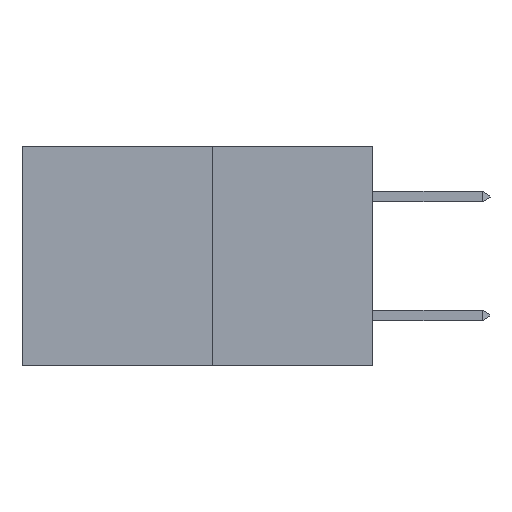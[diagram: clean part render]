
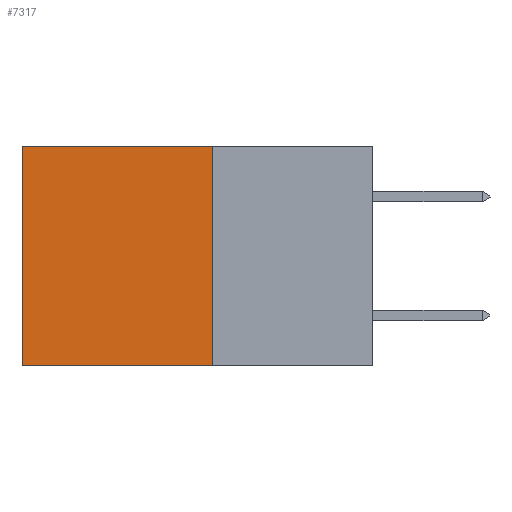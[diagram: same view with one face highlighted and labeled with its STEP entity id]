
A CAD part, left-side view. The second image highlights one B-rep face of the part: STEP entity #7317.
In plain terms, the highlighted planar face has unit normal (-1, 0, 0).
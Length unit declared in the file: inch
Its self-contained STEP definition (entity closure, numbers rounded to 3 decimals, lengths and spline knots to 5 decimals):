
#50 = VERTEX_POINT ( 'NONE', #9855 ) ;
#175 = DIRECTION ( 'NONE',  ( 0., 1., 0. ) ) ;
#648 = LINE ( 'NONE', #8512, #5497 ) ;
#909 = LINE ( 'NONE', #10447, #10710 ) ;
#1632 = EDGE_CURVE ( 'NONE', #8026, #12136, #648, .T. ) ;
#1635 = VECTOR ( 'NONE', #4007, 39.37008 ) ;
#2464 = CARTESIAN_POINT ( 'NONE',  ( 0.277, 0.27, -0.37 ) ) ;
#2720 = AXIS2_PLACEMENT_3D ( 'NONE', #7995, #6079, #3178 ) ;
#2735 = VECTOR ( 'NONE', #175, 39.37008 ) ;
#3014 = ORIENTED_EDGE ( 'NONE', *, *, #1632, .F. ) ;
#3178 = DIRECTION ( 'NONE',  ( 0., 0., -1. ) ) ;
#3674 = EDGE_CURVE ( 'NONE', #12136, #7807, #10305, .T. ) ;
#4007 = DIRECTION ( 'NONE',  ( 0., 0., -1. ) ) ;
#4032 = CARTESIAN_POINT ( 'NONE',  ( 0.277, 0.27, -0.37 ) ) ;
#5286 = ORIENTED_EDGE ( 'NONE', *, *, #3674, .F. ) ;
#5497 = VECTOR ( 'NONE', #9391, 39.37008 ) ;
#5875 = EDGE_LOOP ( 'NONE', ( #11272, #5286, #3014, #9469 ) ) ;
#6079 = DIRECTION ( 'NONE',  ( 1., 0., 0. ) ) ;
#6465 = EDGE_CURVE ( 'NONE', #50, #7807, #6784, .T. ) ;
#6784 = LINE ( 'NONE', #9711, #1635 ) ;
#7114 = CARTESIAN_POINT ( 'NONE',  ( 0.277, 0.27, 0. ) ) ;
#7317 = ADVANCED_FACE ( 'NONE', ( #7654 ), #8916, .F. ) ;
#7654 = FACE_OUTER_BOUND ( 'NONE', #5875, .T. ) ;
#7807 = VERTEX_POINT ( 'NONE', #12282 ) ;
#7995 = CARTESIAN_POINT ( 'NONE',  ( 0.277, 0.27, -0.37 ) ) ;
#8026 = VERTEX_POINT ( 'NONE', #7114 ) ;
#8512 = CARTESIAN_POINT ( 'NONE',  ( 0.277, 0.27, -0.37 ) ) ;
#8916 = PLANE ( 'NONE',  #2720 ) ;
#8975 = EDGE_CURVE ( 'NONE', #8026, #50, #909, .T. ) ;
#9391 = DIRECTION ( 'NONE',  ( 0., 0., -1. ) ) ;
#9469 = ORIENTED_EDGE ( 'NONE', *, *, #8975, .T. ) ;
#9552 = DIRECTION ( 'NONE',  ( 0., 1., 0. ) ) ;
#9711 = CARTESIAN_POINT ( 'NONE',  ( 0.277, 0.59, -0.37 ) ) ;
#9855 = CARTESIAN_POINT ( 'NONE',  ( 0.277, 0.59, 0. ) ) ;
#10305 = LINE ( 'NONE', #2464, #2735 ) ;
#10447 = CARTESIAN_POINT ( 'NONE',  ( 0.277, 0.27, 0. ) ) ;
#10710 = VECTOR ( 'NONE', #9552, 39.37008 ) ;
#11272 = ORIENTED_EDGE ( 'NONE', *, *, #6465, .T. ) ;
#12136 = VERTEX_POINT ( 'NONE', #4032 ) ;
#12282 = CARTESIAN_POINT ( 'NONE',  ( 0.277, 0.59, -0.37 ) ) ;
